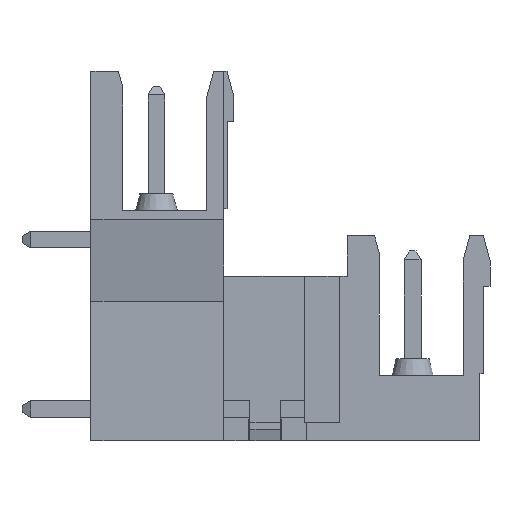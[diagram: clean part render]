
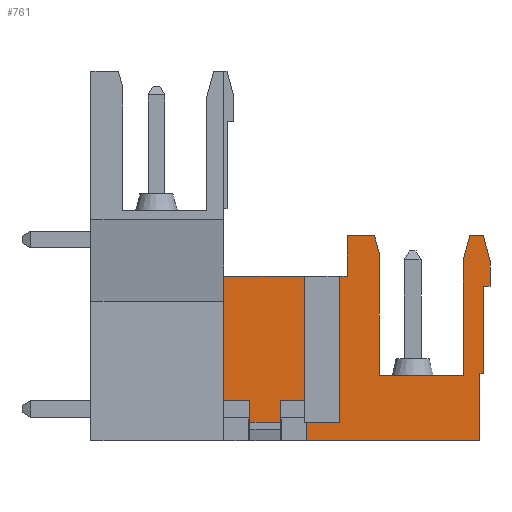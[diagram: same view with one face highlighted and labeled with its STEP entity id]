
A CAD part, front view. The second image highlights one B-rep face of the part: STEP entity #761.
In plain terms, the highlighted planar face has unit normal (0, -1, 0).
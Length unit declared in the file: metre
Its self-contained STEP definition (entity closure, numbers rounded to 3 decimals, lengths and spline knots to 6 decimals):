
#761=ADVANCED_FACE('',(#1576),#1577,.F.);
#1576=FACE_OUTER_BOUND('',#2435,.T.);
#1577=PLANE('',#2436);
#2435=EDGE_LOOP('',(#4647,#4648,#4649,#4650,#4651,#4652,#4653,#4654,#4655,#4656,#4657,#4658,#4659,#4660,#4661,#4662,#4663,#4664,#4665,#4666,#4667,#4668,#4669,#4670,#4671,#4672,#4673));
#2436=AXIS2_PLACEMENT_3D('',#4674,#4675,#4676);
#4647=ORIENTED_EDGE('',*,*,#5460,.F.);
#4648=ORIENTED_EDGE('',*,*,#5339,.T.);
#4649=ORIENTED_EDGE('',*,*,#5373,.F.);
#4650=ORIENTED_EDGE('',*,*,#5859,.F.);
#4651=ORIENTED_EDGE('',*,*,#6098,.F.);
#4652=ORIENTED_EDGE('',*,*,#5909,.T.);
#4653=ORIENTED_EDGE('',*,*,#5534,.F.);
#4654=ORIENTED_EDGE('',*,*,#5918,.F.);
#4655=ORIENTED_EDGE('',*,*,#6099,.F.);
#4656=ORIENTED_EDGE('',*,*,#5233,.F.);
#4657=ORIENTED_EDGE('',*,*,#6100,.T.);
#4658=ORIENTED_EDGE('',*,*,#5445,.T.);
#4659=ORIENTED_EDGE('',*,*,#6089,.T.);
#4660=ORIENTED_EDGE('',*,*,#5328,.F.);
#4661=ORIENTED_EDGE('',*,*,#6101,.T.);
#4662=ORIENTED_EDGE('',*,*,#5208,.T.);
#4663=ORIENTED_EDGE('',*,*,#6102,.F.);
#4664=ORIENTED_EDGE('',*,*,#6103,.F.);
#4665=ORIENTED_EDGE('',*,*,#5924,.F.);
#4666=ORIENTED_EDGE('',*,*,#5312,.F.);
#4667=ORIENTED_EDGE('',*,*,#5834,.F.);
#4668=ORIENTED_EDGE('',*,*,#5399,.F.);
#4669=ORIENTED_EDGE('',*,*,#5422,.F.);
#4670=ORIENTED_EDGE('',*,*,#5982,.F.);
#4671=ORIENTED_EDGE('',*,*,#5179,.F.);
#4672=ORIENTED_EDGE('',*,*,#5701,.F.);
#4673=ORIENTED_EDGE('',*,*,#5750,.F.);
#4674=CARTESIAN_POINT('',(0.024144,0.00762,-0.0128));
#4675=DIRECTION('',(0.,1.0,0.));
#4676=DIRECTION('',(-1.0,0.,0.));
#5179=EDGE_CURVE('',#6197,#6185,#6199,.T.);
#5208=EDGE_CURVE('',#6246,#6250,#6252,.T.);
#5233=EDGE_CURVE('',#6296,#6298,#6299,.T.);
#5312=EDGE_CURVE('',#6435,#6437,#6438,.T.);
#5328=EDGE_CURVE('',#6464,#6466,#6467,.T.);
#5339=EDGE_CURVE('',#6483,#6484,#6485,.F.);
#5373=EDGE_CURVE('',#6541,#6484,#6543,.T.);
#5399=EDGE_CURVE('',#6585,#6587,#6588,.T.);
#5422=EDGE_CURVE('',#6626,#6585,#6628,.T.);
#5445=EDGE_CURVE('',#6659,#6666,#6668,.T.);
#5460=EDGE_CURVE('',#6483,#6694,#6695,.T.);
#5534=EDGE_CURVE('',#6816,#6818,#6819,.T.);
#5701=EDGE_CURVE('',#7078,#6197,#7080,.T.);
#5750=EDGE_CURVE('',#6694,#7078,#7141,.T.);
#5834=EDGE_CURVE('',#6587,#6435,#7252,.T.);
#5859=EDGE_CURVE('',#7285,#6541,#7287,.T.);
#5909=EDGE_CURVE('',#7351,#6818,#7352,.T.);
#5918=EDGE_CURVE('',#7365,#6816,#7366,.T.);
#5924=EDGE_CURVE('',#6437,#7373,#7374,.T.);
#5982=EDGE_CURVE('',#6185,#6626,#7444,.T.);
#6089=EDGE_CURVE('',#6666,#6466,#7567,.T.);
#6098=EDGE_CURVE('',#7351,#7285,#7576,.T.);
#6099=EDGE_CURVE('',#6298,#7365,#7577,.T.);
#6100=EDGE_CURVE('',#6296,#6659,#7578,.T.);
#6101=EDGE_CURVE('',#6464,#6246,#7579,.T.);
#6102=EDGE_CURVE('',#7580,#6250,#7581,.T.);
#6103=EDGE_CURVE('',#7373,#7580,#7582,.T.);
#6185=VERTEX_POINT('',#7671);
#6197=VERTEX_POINT('',#7689);
#6199=LINE('',#7692,#7693);
#6246=VERTEX_POINT('',#7760);
#6250=VERTEX_POINT('',#7766);
#6252=LINE('',#7769,#7770);
#6296=VERTEX_POINT('',#7834);
#6298=VERTEX_POINT('',#7837);
#6299=LINE('',#7838,#7839);
#6435=VERTEX_POINT('',#8038);
#6437=VERTEX_POINT('',#8041);
#6438=LINE('',#8042,#8043);
#6464=VERTEX_POINT('',#8080);
#6466=VERTEX_POINT('',#8083);
#6467=LINE('',#8084,#8085);
#6483=VERTEX_POINT('',#8109);
#6484=VERTEX_POINT('',#8110);
#6485=LINE('',#8111,#8112);
#6541=VERTEX_POINT('',#8195);
#6543=LINE('',#8198,#8199);
#6585=VERTEX_POINT('',#8258);
#6587=VERTEX_POINT('',#8261);
#6588=LINE('',#8262,#8263);
#6626=VERTEX_POINT('',#8320);
#6628=LINE('',#8323,#8324);
#6659=VERTEX_POINT('',#8369);
#6666=VERTEX_POINT('',#8380);
#6668=LINE('',#8383,#8384);
#6694=VERTEX_POINT('',#8421);
#6695=LINE('',#8422,#8423);
#6816=VERTEX_POINT('',#8594);
#6818=VERTEX_POINT('',#8597);
#6819=LINE('',#8598,#8599);
#7078=VERTEX_POINT('',#8988);
#7080=LINE('',#8991,#8992);
#7141=LINE('',#9084,#9085);
#7252=LINE('',#9256,#9257);
#7285=VERTEX_POINT('',#9306);
#7287=LINE('',#9309,#9310);
#7351=VERTEX_POINT('',#9407);
#7352=LINE('',#9408,#9409);
#7365=VERTEX_POINT('',#9427);
#7366=LINE('',#9428,#9429);
#7373=VERTEX_POINT('',#9439);
#7374=LINE('',#9440,#9441);
#7444=LINE('',#9549,#9550);
#7567=LINE('',#9737,#9738);
#7576=LINE('',#9750,#9751);
#7577=LINE('',#9752,#9753);
#7578=LINE('',#9754,#9755);
#7579=LINE('',#9756,#9757);
#7580=VERTEX_POINT('',#9758);
#7581=LINE('',#9759,#9760);
#7582=LINE('',#9761,#9762);
#7671=CARTESIAN_POINT('',(0.02254,0.00762,-0.0098));
#7689=CARTESIAN_POINT('',(0.02214,0.00762,-0.011293));
#7692=CARTESIAN_POINT('',(0.02254,0.00762,-0.0098));
#7693=VECTOR('',#9887,1.0);
#7760=CARTESIAN_POINT('',(0.01282,0.00762,-0.0196));
#7766=CARTESIAN_POINT('',(0.01282,0.00762,-0.022));
#7769=CARTESIAN_POINT('',(0.01282,0.00762,-0.0128));
#7770=VECTOR('',#9911,1.0);
#7834=CARTESIAN_POINT('',(0.0079,0.00762,-0.0196));
#7837=CARTESIAN_POINT('',(0.0079,0.00762,-0.0122));
#7838=CARTESIAN_POINT('',(0.0079,0.00762,-0.0128));
#7839=VECTOR('',#9933,1.0);
#8038=CARTESIAN_POINT('',(0.02334,0.00762,-0.0128));
#8041=CARTESIAN_POINT('',(0.02334,0.00762,-0.018));
#8042=CARTESIAN_POINT('',(0.02334,0.00762,-0.018));
#8043=VECTOR('',#10001,1.0);
#8080=CARTESIAN_POINT('',(0.01126,0.00762,-0.0196));
#8083=CARTESIAN_POINT('',(0.01126,0.00762,-0.0209));
#8084=CARTESIAN_POINT('',(0.01126,0.00762,-0.0128));
#8085=VECTOR('',#10014,1.0);
#8109=CARTESIAN_POINT('',(0.01714,0.00762,-0.0108));
#8110=CARTESIAN_POINT('',(0.016872,0.00762,-0.0098));
#8111=CARTESIAN_POINT('',(0.016872,0.00762,-0.0098));
#8112=VECTOR('',#10023,1.0);
#8195=CARTESIAN_POINT('',(0.01524,0.00762,-0.0098));
#8198=CARTESIAN_POINT('',(0.016738,0.00762,-0.0098));
#8199=VECTOR('',#10049,1.0);
#8258=CARTESIAN_POINT('',(0.02374,0.00762,-0.011293));
#8261=CARTESIAN_POINT('',(0.02374,0.00762,-0.0128));
#8262=CARTESIAN_POINT('',(0.02374,0.00762,-0.0128));
#8263=VECTOR('',#10074,1.0);
#8320=CARTESIAN_POINT('',(0.02334,0.00762,-0.0098));
#8323=CARTESIAN_POINT('',(0.02374,0.00762,-0.011293));
#8324=VECTOR('',#10095,1.0);
#8369=CARTESIAN_POINT('',(0.00946,0.00762,-0.0196));
#8380=CARTESIAN_POINT('',(0.00946,0.00762,-0.0209));
#8383=CARTESIAN_POINT('',(0.00946,0.00762,-0.0128));
#8384=VECTOR('',#10115,1.0);
#8421=CARTESIAN_POINT('',(0.01714,0.00762,-0.0181));
#8422=CARTESIAN_POINT('',(0.01714,0.00762,-0.0181));
#8423=VECTOR('',#10127,1.0);
#8594=CARTESIAN_POINT('',(0.013293,0.00762,-0.0209));
#8597=CARTESIAN_POINT('',(0.014193,0.00762,-0.0209));
#8598=CARTESIAN_POINT('',(0.024144,0.00762,-0.0209));
#8599=VECTOR('',#10200,1.0);
#8988=CARTESIAN_POINT('',(0.02214,0.00762,-0.0181));
#8991=CARTESIAN_POINT('',(0.02214,0.00762,-0.011293));
#8992=VECTOR('',#10344,1.0);
#9084=CARTESIAN_POINT('',(0.02214,0.00762,-0.0181));
#9085=VECTOR('',#10379,1.0);
#9256=CARTESIAN_POINT('',(0.02334,0.00762,-0.0128));
#9257=VECTOR('',#10443,1.0);
#9306=CARTESIAN_POINT('',(0.01524,0.00762,-0.0122));
#9309=CARTESIAN_POINT('',(0.01524,0.00762,-0.0098));
#9310=VECTOR('',#10464,1.0);
#9407=CARTESIAN_POINT('',(0.014193,0.00762,-0.0122));
#9408=CARTESIAN_POINT('',(0.014193,0.00762,0.));
#9409=VECTOR('',#10498,1.0);
#9427=CARTESIAN_POINT('',(0.013293,0.00762,-0.0122));
#9428=CARTESIAN_POINT('',(0.013293,0.00762,0.));
#9429=VECTOR('',#10504,1.0);
#9439=CARTESIAN_POINT('',(0.02314,0.00762,-0.018));
#9440=CARTESIAN_POINT('',(0.02314,0.00762,-0.018));
#9441=VECTOR('',#10508,1.0);
#9549=CARTESIAN_POINT('',(0.02334,0.00762,-0.0098));
#9550=VECTOR('',#10549,1.0);
#9737=CARTESIAN_POINT('',(0.02314,0.00762,-0.0209));
#9738=VECTOR('',#10611,1.0);
#9750=CARTESIAN_POINT('',(0.01524,0.00762,-0.0122));
#9751=VECTOR('',#10615,1.0);
#9752=CARTESIAN_POINT('',(0.01524,0.00762,-0.0122));
#9753=VECTOR('',#10616,1.0);
#9754=CARTESIAN_POINT('',(0.024144,0.00762,-0.0196));
#9755=VECTOR('',#10617,1.0);
#9756=CARTESIAN_POINT('',(0.024144,0.00762,-0.0196));
#9757=VECTOR('',#10618,1.0);
#9758=CARTESIAN_POINT('',(0.02314,0.00762,-0.022));
#9759=CARTESIAN_POINT('',(0.,0.00762,-0.022));
#9760=VECTOR('',#10619,1.0);
#9761=CARTESIAN_POINT('',(0.02314,0.00762,-0.022));
#9762=VECTOR('',#10620,1.0);
#9887=DIRECTION('',(0.259,0.,0.966));
#9911=DIRECTION('',(0.,0.,-1.0));
#9933=DIRECTION('',(0.,0.,1.0));
#10001=DIRECTION('',(0.,0.,-1.0));
#10014=DIRECTION('',(0.,0.,-1.0));
#10023=DIRECTION('',(0.259,0.,-0.966));
#10049=DIRECTION('',(1.0,0.,0.));
#10074=DIRECTION('',(0.,0.,-1.0));
#10095=DIRECTION('',(0.259,0.,-0.966));
#10115=DIRECTION('',(0.,0.,-1.0));
#10127=DIRECTION('',(0.,0.,-1.0));
#10200=DIRECTION('',(1.0,0.,0.));
#10344=DIRECTION('',(0.,0.,1.0));
#10379=DIRECTION('',(1.0,0.,0.));
#10443=DIRECTION('',(-1.0,0.,0.));
#10464=DIRECTION('',(0.,0.,1.0));
#10498=DIRECTION('',(0.,0.,-1.0));
#10504=DIRECTION('',(0.,0.,-1.0));
#10508=DIRECTION('',(-1.0,0.,0.));
#10549=DIRECTION('',(1.0,0.,0.));
#10611=DIRECTION('',(1.0,0.,0.));
#10615=DIRECTION('',(1.0,0.,0.));
#10616=DIRECTION('',(1.0,0.,0.));
#10617=DIRECTION('',(1.0,0.,0.));
#10618=DIRECTION('',(1.0,0.,0.));
#10619=DIRECTION('',(-1.0,0.,0.));
#10620=DIRECTION('',(0.,0.,-1.0));
